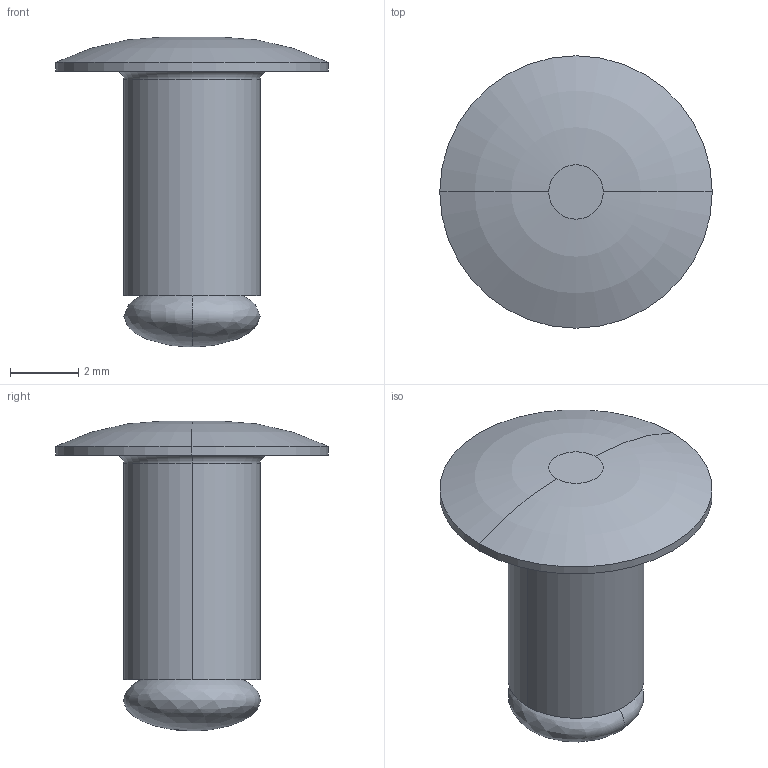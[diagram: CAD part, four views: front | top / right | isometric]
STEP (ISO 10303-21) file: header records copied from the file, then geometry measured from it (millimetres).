
FILE_DESCRIPTION (( 'STEP AP203' ), '1' );
FILE_NAME ('M4-RIVET_REV_.step', '2025-08-17T05:21:52', ( '' ), ( '' ), 'SwSTEP 2.0', 'SolidWorks 2024', '' );
FILE_SCHEMA (( 'CONFIG_CONTROL_DESIGN' ));
Length unit declared in the file: millimetre
Products named in the file (1): M4-RIVET_REV_
Bounding box: 8 x 8 x 9.1 mm (x, y, z)
Volume: 131.7 mm3; surface area: 209.7 mm2
Topology: 1 solids, 1 shells, 13 faces, 26 edges, 15 vertices
Faces by surface type: torus 4, cylinder 4, plane 3, bspline 2
Entity records: 431 total; most frequent: CARTESIAN_POINT 89, DIRECTION 64, ORIENTED_EDGE 48, AXIS2_PLACEMENT_3D 30, EDGE_CURVE 24, CIRCLE 18, EDGE_LOOP 15, VERTEX_POINT 15
